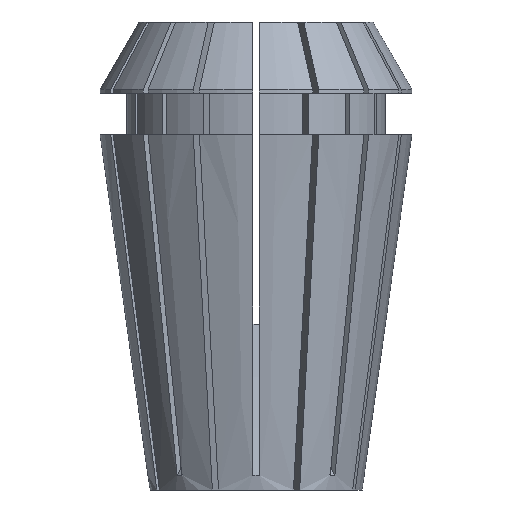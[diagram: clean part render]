
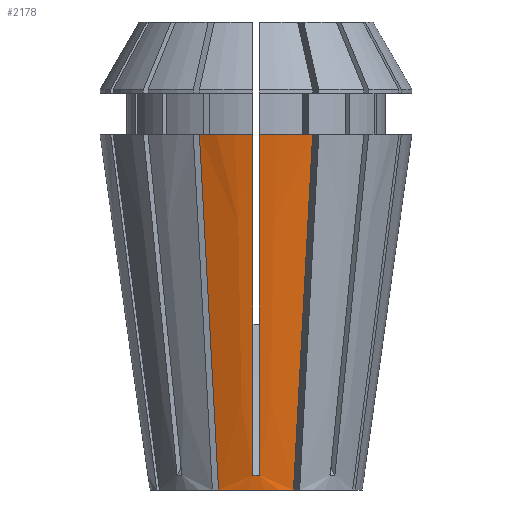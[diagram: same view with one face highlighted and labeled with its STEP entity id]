
A CAD part, front view. The second image highlights one B-rep face of the part: STEP entity #2178.
In plain terms, the highlighted conical face has half-angle 8 degrees and reference radius 7.141 mm.
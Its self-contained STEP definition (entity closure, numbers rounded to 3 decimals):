
#33 = CARTESIAN_POINT ( 'NONE',  ( -2.524, -6.681, 0. ) ) ;
#70 = CARTESIAN_POINT ( 'NONE',  ( -0.225, -7.375, 1.686 ) ) ;
#191 = CARTESIAN_POINT ( 'NONE',  ( 0.225, -10.498, 23.9 ) ) ;
#411 = EDGE_CURVE ( 'NONE', #3488, #4280, #980, .T. ) ;
#424 = CARTESIAN_POINT ( 'NONE',  ( 2.726, -7.169, 3.763 ) ) ;
#443 = CARTESIAN_POINT ( 'NONE',  ( 3.81, -9.785, 23.9 ) ) ;
#516 = EDGE_CURVE ( 'NONE', #2477, #2701, #679, .T. ) ;
#601 = CARTESIAN_POINT ( 'NONE',  ( 0.225, -8.184, 7.437 ) ) ;
#622 = CARTESIAN_POINT ( 'NONE',  ( 0.225, -7.567, 3.05 ) ) ;
#679 = CIRCLE ( 'NONE', #2002, 10.5 ) ;
#839 = CARTESIAN_POINT ( 'NONE',  ( -2.827, -7.414, 5.645 ) ) ;
#901 = CARTESIAN_POINT ( 'NONE',  ( 2.524, -6.681, 0. ) ) ;
#969 = CARTESIAN_POINT ( 'NONE',  ( -0.225, -7.279, 1.004 ) ) ;
#980 = CIRCLE ( 'NONE', #1285, 10.5 ) ;
#1229 = DIRECTION ( 'NONE',  ( -1., 0., 0. ) ) ;
#1285 = AXIS2_PLACEMENT_3D ( 'NONE', #4465, #4968, #5459 ) ;
#1333 = CARTESIAN_POINT ( 'NONE',  ( -2.524, -6.681, 0. ) ) ;
#1334 = FACE_OUTER_BOUND ( 'NONE', #2483, .T. ) ;
#1397 = CARTESIAN_POINT ( 'NONE',  ( 3.155, -8.204, 11.73 ) ) ;
#1416 = EDGE_CURVE ( 'NONE', #2701, #4056, #5956, .T. ) ;
#1441 = CARTESIAN_POINT ( 'NONE',  ( -0.225, -7.471, 2.368 ) ) ;
#1484 = CARTESIAN_POINT ( 'NONE',  ( -0.225, -7.567, 3.05 ) ) ;
#1503 = EDGE_CURVE ( 'NONE', #3488, #3071, #4539, .T. ) ;
#1542 = CARTESIAN_POINT ( 'NONE',  ( 0.225, -7.375, 1.686 ) ) ;
#1787 = CARTESIAN_POINT ( 'NONE',  ( -2.625, -6.925, 1.882 ) ) ;
#1889 = ORIENTED_EDGE ( 'NONE', *, *, #1416, .T. ) ;
#1911 = CARTESIAN_POINT ( 'NONE',  ( -0.225, -8.8, 11.824 ) ) ;
#1926 = CONICAL_SURFACE ( 'NONE', #4376, 7.141, 0.14 ) ;
#1939 = CARTESIAN_POINT ( 'NONE',  ( 0., 0., 0. ) ) ;
#2002 = AXIS2_PLACEMENT_3D ( 'NONE', #2180, #5010, #1229 ) ;
#2041 = CARTESIAN_POINT ( 'NONE',  ( -0.225, -10.138, 21.337 ) ) ;
#2118 = CARTESIAN_POINT ( 'NONE',  ( -0.075, -7.283, 0.999 ) ) ;
#2178 = ADVANCED_FACE ( 'NONE', ( #1334 ), #1926, .T. ) ;
#2180 = CARTESIAN_POINT ( 'NONE',  ( 0., 0., 23.9 ) ) ;
#2283 = CARTESIAN_POINT ( 'NONE',  ( -3.81, -9.785, 23.9 ) ) ;
#2318 = CARTESIAN_POINT ( 'NONE',  ( 3.81, -9.785, 23.9 ) ) ;
#2477 = VERTEX_POINT ( 'NONE', #2804 ) ;
#2483 = EDGE_LOOP ( 'NONE', ( #3559, #5024, #2785, #5083, #3709, #4516, #1889, #5736 ) ) ;
#2500 = CARTESIAN_POINT ( 'NONE',  ( -0.225, -10.498, 23.9 ) ) ;
#2701 = VERTEX_POINT ( 'NONE', #5706 ) ;
#2785 = ORIENTED_EDGE ( 'NONE', *, *, #5250, .T. ) ;
#2804 = CARTESIAN_POINT ( 'NONE',  ( -0.225, -10.498, 23.9 ) ) ;
#2853 = CARTESIAN_POINT ( 'NONE',  ( -0.225, -8.184, 7.437 ) ) ;
#2919 = DIRECTION ( 'NONE',  ( -1., 0., 0. ) ) ;
#3054 = CARTESIAN_POINT ( 'NONE',  ( -0.225, -7.279, 1.004 ) ) ;
#3071 = VERTEX_POINT ( 'NONE', #4809 ) ;
#3210 = CARTESIAN_POINT ( 'NONE',  ( 0.075, -7.283, 0.999 ) ) ;
#3212 = B_SPLINE_CURVE_WITH_KNOTS ( 'NONE', 3,
 ( #3054, #2118, #3210, #4147 ),
 .UNSPECIFIED., .F., .F.,
 ( 4, 4 ),
 ( 0., 0. ),
 .UNSPECIFIED. ) ;
#3253 = CARTESIAN_POINT ( 'NONE',  ( -3.482, -8.995, 17.815 ) ) ;
#3273 = CARTESIAN_POINT ( 'NONE',  ( 2.827, -7.414, 5.645 ) ) ;
#3386 = CARTESIAN_POINT ( 'NONE',  ( 0., 0., 0. ) ) ;
#3404 = CARTESIAN_POINT ( 'NONE',  ( -0.225, -7.279, 1.004 ) ) ;
#3488 = VERTEX_POINT ( 'NONE', #2318 ) ;
#3496 = CARTESIAN_POINT ( 'NONE',  ( 0.225, -9.777, 18.774 ) ) ;
#3559 = ORIENTED_EDGE ( 'NONE', *, *, #1503, .F. ) ;
#3593 = CIRCLE ( 'NONE', #5471, 7.141 ) ;
#3709 = ORIENTED_EDGE ( 'NONE', *, *, #5949, .F. ) ;
#3743 = CARTESIAN_POINT ( 'NONE',  ( 2.625, -6.925, 1.882 ) ) ;
#3933 = CARTESIAN_POINT ( 'NONE',  ( 0.225, -7.279, 1.004 ) ) ;
#4056 = VERTEX_POINT ( 'NONE', #33 ) ;
#4116 = B_SPLINE_CURVE_WITH_KNOTS ( 'NONE', 3,
 ( #2500, #2041, #5692, #5759, #1911, #2853, #1484, #1441, #70, #969 ),
 .UNSPECIFIED., .F., .F.,
 ( 4, 3, 3, 4 ),
 ( 0.044, 0.052, 0.065, 0.067 ),
 .UNSPECIFIED. ) ;
#4147 = CARTESIAN_POINT ( 'NONE',  ( 0.225, -7.279, 1.004 ) ) ;
#4148 = CARTESIAN_POINT ( 'NONE',  ( -2.726, -7.169, 3.763 ) ) ;
#4155 = VERTEX_POINT ( 'NONE', #5157 ) ;
#4280 = VERTEX_POINT ( 'NONE', #191 ) ;
#4376 = AXIS2_PLACEMENT_3D ( 'NONE', #3386, #4811, #5269 ) ;
#4411 = CARTESIAN_POINT ( 'NONE',  ( 0.225, -7.471, 2.368 ) ) ;
#4465 = CARTESIAN_POINT ( 'NONE',  ( 0., 0., 23.9 ) ) ;
#4516 = ORIENTED_EDGE ( 'NONE', *, *, #516, .T. ) ;
#4539 = B_SPLINE_CURVE_WITH_KNOTS ( 'NONE', 3,
 ( #443, #4714, #1397, #3273, #424, #3743, #901 ),
 .UNSPECIFIED., .F., .F.,
 ( 4, 3, 4 ),
 ( 0., 0.018, 0.024 ),
 .UNSPECIFIED. ) ;
#4714 = CARTESIAN_POINT ( 'NONE',  ( 3.482, -8.995, 17.815 ) ) ;
#4809 = CARTESIAN_POINT ( 'NONE',  ( 2.524, -6.681, 0. ) ) ;
#4811 = DIRECTION ( 'NONE',  ( 0., 0., 1. ) ) ;
#4858 = CARTESIAN_POINT ( 'NONE',  ( 0.225, -8.8, 11.824 ) ) ;
#4961 = EDGE_CURVE ( 'NONE', #6039, #4155, #3212, .T. ) ;
#4968 = DIRECTION ( 'NONE',  ( 0., 0., -1. ) ) ;
#5010 = DIRECTION ( 'NONE',  ( 0., 0., -1. ) ) ;
#5024 = ORIENTED_EDGE ( 'NONE', *, *, #411, .T. ) ;
#5069 = CARTESIAN_POINT ( 'NONE',  ( -3.155, -8.204, 11.73 ) ) ;
#5083 = ORIENTED_EDGE ( 'NONE', *, *, #4961, .F. ) ;
#5157 = CARTESIAN_POINT ( 'NONE',  ( 0.225, -7.279, 1.004 ) ) ;
#5250 = EDGE_CURVE ( 'NONE', #4280, #4155, #5575, .T. ) ;
#5269 = DIRECTION ( 'NONE',  ( 1., 0., 0. ) ) ;
#5307 = CARTESIAN_POINT ( 'NONE',  ( 0.225, -9.417, 16.211 ) ) ;
#5459 = DIRECTION ( 'NONE',  ( -1., 0., 0. ) ) ;
#5471 = AXIS2_PLACEMENT_3D ( 'NONE', #1939, #5765, #2919 ) ;
#5575 = B_SPLINE_CURVE_WITH_KNOTS ( 'NONE', 3,
 ( #5868, #5850, #3496, #5307, #4858, #601, #622, #4411, #1542, #3933 ),
 .UNSPECIFIED., .F., .F.,
 ( 4, 3, 3, 4 ),
 ( 0.044, 0.052, 0.065, 0.067 ),
 .UNSPECIFIED. ) ;
#5692 = CARTESIAN_POINT ( 'NONE',  ( -0.225, -9.777, 18.774 ) ) ;
#5706 = CARTESIAN_POINT ( 'NONE',  ( -3.81, -9.785, 23.9 ) ) ;
#5736 = ORIENTED_EDGE ( 'NONE', *, *, #5757, .F. ) ;
#5757 = EDGE_CURVE ( 'NONE', #3071, #4056, #3593, .T. ) ;
#5759 = CARTESIAN_POINT ( 'NONE',  ( -0.225, -9.417, 16.211 ) ) ;
#5765 = DIRECTION ( 'NONE',  ( 0., 0., -1. ) ) ;
#5850 = CARTESIAN_POINT ( 'NONE',  ( 0.225, -10.138, 21.337 ) ) ;
#5868 = CARTESIAN_POINT ( 'NONE',  ( 0.225, -10.498, 23.9 ) ) ;
#5949 = EDGE_CURVE ( 'NONE', #2477, #6039, #4116, .T. ) ;
#5956 = B_SPLINE_CURVE_WITH_KNOTS ( 'NONE', 3,
 ( #2283, #3253, #5069, #839, #4148, #1787, #1333 ),
 .UNSPECIFIED., .F., .F.,
 ( 4, 3, 4 ),
 ( 0., 0.018, 0.024 ),
 .UNSPECIFIED. ) ;
#6039 = VERTEX_POINT ( 'NONE', #3404 ) ;
